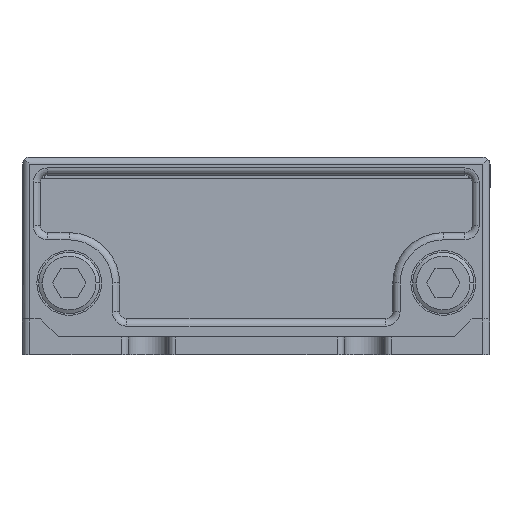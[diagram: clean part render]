
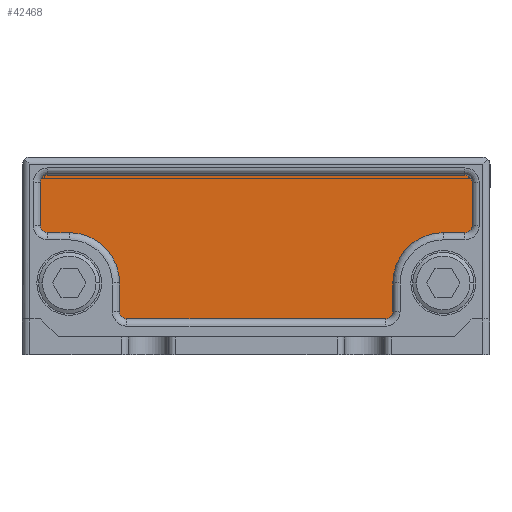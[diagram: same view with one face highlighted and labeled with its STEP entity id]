
A CAD part, left-side view. The second image highlights one B-rep face of the part: STEP entity #42468.
In plain terms, the highlighted planar face has unit normal (-1, 0, 0).
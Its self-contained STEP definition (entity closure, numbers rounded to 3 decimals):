
#41800=CARTESIAN_POINT('',(22.5,13.5,6.));
#41801=VERTEX_POINT('',#41800);
#41808=CARTESIAN_POINT('',(22.5,14.5,5.));
#41809=VERTEX_POINT('',#41808);
#41810=CARTESIAN_POINT('',(22.5,14.5,6.));
#41811=DIRECTION('',(-1.0,0.0,0.0));
#41812=DIRECTION('',(0.0,-1.0,0.0));
#41813=AXIS2_PLACEMENT_3D('',#41810,#41811,#41812);
#41814=CIRCLE('',#41813,1.0);
#41815=EDGE_CURVE('',#41809,#41801,#41814,.T.);
#41832=CARTESIAN_POINT('',(22.5,13.5,10.0));
#41833=VERTEX_POINT('',#41832);
#41840=CARTESIAN_POINT('',(22.5,13.5,10.0));
#41841=DIRECTION('',(0.0,0.0,-1.0));
#41842=VECTOR('',#41841,4.);
#41843=LINE('',#41840,#41842);
#41844=EDGE_CURVE('',#41833,#41801,#41843,.T.);
#41856=CARTESIAN_POINT('',(22.5,6.5,17.0));
#41857=VERTEX_POINT('',#41856);
#41864=CARTESIAN_POINT('',(22.5,6.5,10.0));
#41865=DIRECTION('',(-1.0,0.0,0.0));
#41866=DIRECTION('',(0.0,-1.0,0.0));
#41867=AXIS2_PLACEMENT_3D('',#41864,#41865,#41866);
#41868=CIRCLE('',#41867,7.0);
#41869=EDGE_CURVE('',#41857,#41833,#41868,.T.);
#41881=CARTESIAN_POINT('',(22.5,3.5,17.0));
#41882=VERTEX_POINT('',#41881);
#41889=CARTESIAN_POINT('',(22.5,6.5,17.0));
#41890=DIRECTION('',(0.0,-1.0,0.0));
#41891=VECTOR('',#41890,3.0);
#41892=LINE('',#41889,#41891);
#41893=EDGE_CURVE('',#41857,#41882,#41892,.T.);
#41905=CARTESIAN_POINT('',(22.5,2.5,18.0));
#41906=VERTEX_POINT('',#41905);
#41913=CARTESIAN_POINT('',(22.5,3.5,18.0));
#41914=DIRECTION('',(-1.0,0.0,0.0));
#41915=DIRECTION('',(0.0,-1.0,0.0));
#41916=AXIS2_PLACEMENT_3D('',#41913,#41914,#41915);
#41917=CIRCLE('',#41916,1.0);
#41918=EDGE_CURVE('',#41882,#41906,#41917,.T.);
#41930=CARTESIAN_POINT('',(22.5,2.5,24.));
#41931=VERTEX_POINT('',#41930);
#41938=CARTESIAN_POINT('',(22.5,2.5,24.));
#41939=DIRECTION('',(0.0,0.0,-1.0));
#41940=VECTOR('',#41939,6.0);
#41941=LINE('',#41938,#41940);
#41942=EDGE_CURVE('',#41931,#41906,#41941,.T.);
#41954=CARTESIAN_POINT('',(22.5,3.5,25.));
#41955=VERTEX_POINT('',#41954);
#41962=CARTESIAN_POINT('',(22.5,3.5,24.));
#41963=DIRECTION('',(-1.0,0.0,0.0));
#41964=DIRECTION('',(0.0,-1.0,0.0));
#41965=AXIS2_PLACEMENT_3D('',#41962,#41963,#41964);
#41966=CIRCLE('',#41965,1.0);
#41967=EDGE_CURVE('',#41931,#41955,#41966,.T.);
#41979=CARTESIAN_POINT('',(22.5,61.5,25.0));
#41980=VERTEX_POINT('',#41979);
#41987=CARTESIAN_POINT('',(22.5,61.5,25.0));
#41988=DIRECTION('',(0.0,-1.0,0.0));
#41989=VECTOR('',#41988,58.0);
#41990=LINE('',#41987,#41989);
#41991=EDGE_CURVE('',#41980,#41955,#41990,.T.);
#42263=CARTESIAN_POINT('',(22.5,50.5,5.));
#42264=VERTEX_POINT('',#42263);
#42265=CARTESIAN_POINT('',(22.5,50.5,5.));
#42266=DIRECTION('',(0.0,-1.0,0.0));
#42267=VECTOR('',#42266,36.0);
#42268=LINE('',#42265,#42267);
#42269=EDGE_CURVE('',#42264,#41809,#42268,.T.);
#42287=CARTESIAN_POINT('',(22.5,51.5,6.));
#42288=VERTEX_POINT('',#42287);
#42289=CARTESIAN_POINT('',(22.5,50.5,6.));
#42290=DIRECTION('',(-1.0,0.0,0.0));
#42291=DIRECTION('',(0.0,-1.0,0.0));
#42292=AXIS2_PLACEMENT_3D('',#42289,#42290,#42291);
#42293=CIRCLE('',#42292,1.0);
#42294=EDGE_CURVE('',#42288,#42264,#42293,.T.);
#42312=CARTESIAN_POINT('',(22.5,51.5,10.0));
#42313=VERTEX_POINT('',#42312);
#42314=CARTESIAN_POINT('',(22.5,51.5,10.0));
#42315=DIRECTION('',(0.0,0.0,-1.0));
#42316=VECTOR('',#42315,4.);
#42317=LINE('',#42314,#42316);
#42318=EDGE_CURVE('',#42313,#42288,#42317,.T.);
#42336=CARTESIAN_POINT('',(22.5,58.5,17.0));
#42337=VERTEX_POINT('',#42336);
#42338=CARTESIAN_POINT('',(22.5,58.5,10.0));
#42339=DIRECTION('',(-1.0,0.0,0.0));
#42340=DIRECTION('',(0.0,-1.0,0.0));
#42341=AXIS2_PLACEMENT_3D('',#42338,#42339,#42340);
#42342=CIRCLE('',#42341,7.0);
#42343=EDGE_CURVE('',#42313,#42337,#42342,.T.);
#42361=CARTESIAN_POINT('',(22.5,61.5,17.0));
#42362=VERTEX_POINT('',#42361);
#42363=CARTESIAN_POINT('',(22.5,58.5,17.0));
#42364=DIRECTION('',(0.0,1.0,0.0));
#42365=VECTOR('',#42364,3.0);
#42366=LINE('',#42363,#42365);
#42367=EDGE_CURVE('',#42337,#42362,#42366,.T.);
#42385=CARTESIAN_POINT('',(22.5,62.5,18.0));
#42386=VERTEX_POINT('',#42385);
#42387=CARTESIAN_POINT('',(22.5,61.5,18.0));
#42388=DIRECTION('',(-1.0,0.0,0.0));
#42389=DIRECTION('',(0.0,-1.0,0.0));
#42390=AXIS2_PLACEMENT_3D('',#42387,#42388,#42389);
#42391=CIRCLE('',#42390,1.0);
#42392=EDGE_CURVE('',#42386,#42362,#42391,.T.);
#42410=CARTESIAN_POINT('',(22.5,62.5,24.0));
#42411=VERTEX_POINT('',#42410);
#42412=CARTESIAN_POINT('',(22.5,62.5,18.0));
#42413=DIRECTION('',(0.0,0.0,1.0));
#42414=VECTOR('',#42413,6.0);
#42415=LINE('',#42412,#42414);
#42416=EDGE_CURVE('',#42386,#42411,#42415,.T.);
#42434=CARTESIAN_POINT('',(22.5,61.5,24.0));
#42435=DIRECTION('',(-1.0,0.0,0.0));
#42436=DIRECTION('',(0.0,-1.0,0.0));
#42437=AXIS2_PLACEMENT_3D('',#42434,#42435,#42436);
#42438=CIRCLE('',#42437,1.0);
#42439=EDGE_CURVE('',#41980,#42411,#42438,.T.);
#42445=CARTESIAN_POINT('',(22.5,32.5,16.594));
#42446=DIRECTION('',(-1.0,0.0,0.0));
#42447=DIRECTION('',(0.0,-1.0,0.0));
#42448=AXIS2_PLACEMENT_3D('',#42445,#42446,#42447);
#42449=PLANE('',#42448);
#42450=ORIENTED_EDGE('',*,*,#41815,.T.);
#42451=ORIENTED_EDGE('',*,*,#41844,.F.);
#42452=ORIENTED_EDGE('',*,*,#41869,.F.);
#42453=ORIENTED_EDGE('',*,*,#41893,.T.);
#42454=ORIENTED_EDGE('',*,*,#41918,.T.);
#42455=ORIENTED_EDGE('',*,*,#41942,.F.);
#42456=ORIENTED_EDGE('',*,*,#41967,.T.);
#42457=ORIENTED_EDGE('',*,*,#41991,.F.);
#42458=ORIENTED_EDGE('',*,*,#42439,.T.);
#42459=ORIENTED_EDGE('',*,*,#42416,.F.);
#42460=ORIENTED_EDGE('',*,*,#42392,.T.);
#42461=ORIENTED_EDGE('',*,*,#42367,.F.);
#42462=ORIENTED_EDGE('',*,*,#42343,.F.);
#42463=ORIENTED_EDGE('',*,*,#42318,.T.);
#42464=ORIENTED_EDGE('',*,*,#42294,.T.);
#42465=ORIENTED_EDGE('',*,*,#42269,.T.);
#42466=EDGE_LOOP('',(#42450,#42451,#42452,#42453,#42454,#42455,#42456,#42457,#42458,#42459,#42460,#42461,#42462,#42463,#42464,#42465));
#42467=FACE_OUTER_BOUND('',#42466,.T.);
#42468=ADVANCED_FACE('',(#42467),#42449,.T.);
